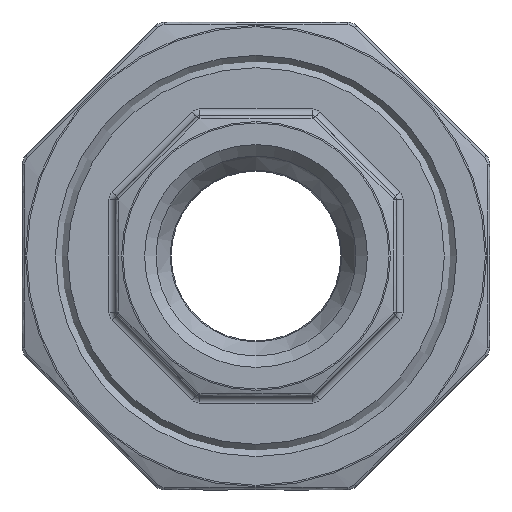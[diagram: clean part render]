
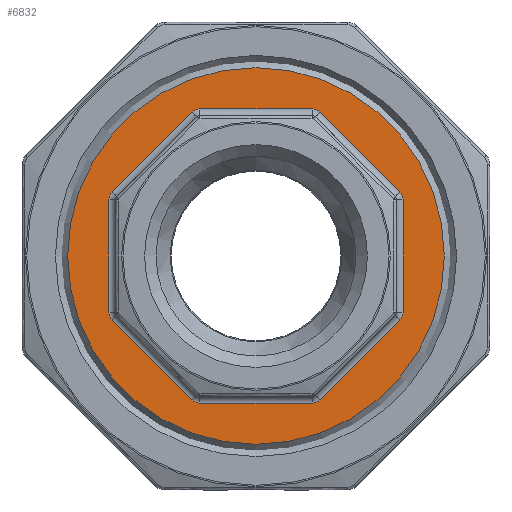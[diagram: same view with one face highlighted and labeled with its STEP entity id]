
A CAD part, left-side view. The second image highlights one B-rep face of the part: STEP entity #6832.
In plain terms, the highlighted planar face has unit normal (-1, 0, 0).
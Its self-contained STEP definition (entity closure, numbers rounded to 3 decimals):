
#139 = CARTESIAN_POINT ( 'NONE',  ( -9., 10.766, 4.791 ) ) ;
#171 = ORIENTED_EDGE ( 'NONE', *, *, #16935, .T. ) ;
#597 = CARTESIAN_POINT ( 'NONE',  ( -9., -11., 4.225 ) ) ;
#689 = CARTESIAN_POINT ( 'NONE',  ( -9., -4.225, 10.2 ) ) ;
#832 = VERTEX_POINT ( 'NONE', #14873 ) ;
#900 = CARTESIAN_POINT ( 'NONE',  ( -9., 10.2, -4.225 ) ) ;
#905 = ORIENTED_EDGE ( 'NONE', *, *, #1101, .T. ) ;
#1101 = EDGE_CURVE ( 'NONE', #11664, #10530, #10883, .T. ) ;
#1268 = VERTEX_POINT ( 'NONE', #6964 ) ;
#1278 = LINE ( 'NONE', #2884, #17474 ) ;
#1325 = CARTESIAN_POINT ( 'NONE',  ( -9., 4.225, 10.2 ) ) ;
#1348 = DIRECTION ( 'NONE',  ( 0., -1., 0. ) ) ;
#1387 = DIRECTION ( 'NONE',  ( 0., -0.707, -0.707 ) ) ;
#1513 = ORIENTED_EDGE ( 'NONE', *, *, #3447, .T. ) ;
#1523 = CARTESIAN_POINT ( 'NONE',  ( -9., -10.2, -4.225 ) ) ;
#1543 = EDGE_CURVE ( 'NONE', #5726, #12201, #17548, .T. ) ;
#1546 = CARTESIAN_POINT ( 'NONE',  ( -9., 4.225, -11. ) ) ;
#1618 = DIRECTION ( 'NONE',  ( 0., 1., 0. ) ) ;
#1770 = EDGE_CURVE ( 'NONE', #9017, #13673, #7842, .T. ) ;
#1966 = LINE ( 'NONE', #17292, #4290 ) ;
#2171 = ORIENTED_EDGE ( 'NONE', *, *, #11124, .T. ) ;
#2291 = FACE_OUTER_BOUND ( 'NONE', #20028, .T. ) ;
#2456 = EDGE_CURVE ( 'NONE', #1268, #9611, #12756, .T. ) ;
#2512 = ORIENTED_EDGE ( 'NONE', *, *, #4206, .T. ) ;
#2687 = ORIENTED_EDGE ( 'NONE', *, *, #5005, .T. ) ;
#2884 = CARTESIAN_POINT ( 'NONE',  ( -9., -0.738, 14.818 ) ) ;
#3016 = AXIS2_PLACEMENT_3D ( 'NONE', #900, #3248, #7027 ) ;
#3066 = CARTESIAN_POINT ( 'NONE',  ( -9., -11., 0. ) ) ;
#3248 = DIRECTION ( 'NONE',  ( 1., 0., 0. ) ) ;
#3278 = AXIS2_PLACEMENT_3D ( 'NONE', #689, #5308, #4291 ) ;
#3363 = EDGE_CURVE ( 'NONE', #7525, #7525, #5912, .T. ) ;
#3447 = EDGE_CURVE ( 'NONE', #6050, #832, #1966, .T. ) ;
#3511 = CARTESIAN_POINT ( 'NONE',  ( -9., 10.2, 4.225 ) ) ;
#3882 = CARTESIAN_POINT ( 'NONE',  ( -9., 4.225, 11. ) ) ;
#3981 = CARTESIAN_POINT ( 'NONE',  ( -9., 11., 0. ) ) ;
#4206 = EDGE_CURVE ( 'NONE', #10530, #10431, #12033, .T. ) ;
#4290 = VECTOR ( 'NONE', #6587, 1000. ) ;
#4291 = DIRECTION ( 'NONE',  ( 0., -1., 0. ) ) ;
#4403 = DIRECTION ( 'NONE',  ( -1., 0., 0. ) ) ;
#4532 = DIRECTION ( 'NONE',  ( 1., 0., 0. ) ) ;
#4901 = VECTOR ( 'NONE', #16030, 1000. ) ;
#4939 = DIRECTION ( 'NONE',  ( 0., -1., 0. ) ) ;
#5005 = EDGE_CURVE ( 'NONE', #13673, #8021, #9114, .T. ) ;
#5308 = DIRECTION ( 'NONE',  ( 1., 0., 0. ) ) ;
#5320 = ORIENTED_EDGE ( 'NONE', *, *, #6047, .T. ) ;
#5623 = VERTEX_POINT ( 'NONE', #19875 ) ;
#5709 = CARTESIAN_POINT ( 'NONE',  ( -9., -4.791, -10.766 ) ) ;
#5726 = VERTEX_POINT ( 'NONE', #3882 ) ;
#5862 = ORIENTED_EDGE ( 'NONE', *, *, #2456, .T. ) ;
#5900 = DIRECTION ( 'NONE',  ( 0., -1., 0. ) ) ;
#5912 = CIRCLE ( 'NONE', #17274, 14.08 ) ;
#5933 = CARTESIAN_POINT ( 'NONE',  ( -9., 14.08, 0. ) ) ;
#6047 = EDGE_CURVE ( 'NONE', #8021, #10094, #13605, .T. ) ;
#6050 = VERTEX_POINT ( 'NONE', #139 ) ;
#6077 = AXIS2_PLACEMENT_3D ( 'NONE', #10556, #16760, #1348 ) ;
#6211 = ORIENTED_EDGE ( 'NONE', *, *, #18927, .T. ) ;
#6519 = VECTOR ( 'NONE', #7712, 1000. ) ;
#6587 = DIRECTION ( 'NONE',  ( 0., -0.707, 0.707 ) ) ;
#6614 = VECTOR ( 'NONE', #17794, 1000. ) ;
#6832 = ADVANCED_FACE ( 'NONE', ( #12884, #2291 ), #8469, .T. ) ;
#6964 = CARTESIAN_POINT ( 'NONE',  ( -9., 10.766, -4.791 ) ) ;
#7027 = DIRECTION ( 'NONE',  ( 0., -1., 0. ) ) ;
#7313 = ORIENTED_EDGE ( 'NONE', *, *, #3363, .F. ) ;
#7389 = EDGE_CURVE ( 'NONE', #10431, #9017, #8187, .T. ) ;
#7525 = VERTEX_POINT ( 'NONE', #18192 ) ;
#7542 = ORIENTED_EDGE ( 'NONE', *, *, #1543, .T. ) ;
#7582 = CARTESIAN_POINT ( 'NONE',  ( -9., 4.791, -10.766 ) ) ;
#7712 = DIRECTION ( 'NONE',  ( 0., 0., -1. ) ) ;
#7842 = CIRCLE ( 'NONE', #13717, 0.8 ) ;
#8021 = VERTEX_POINT ( 'NONE', #1546 ) ;
#8187 = LINE ( 'NONE', #13082, #17163 ) ;
#8302 = EDGE_LOOP ( 'NONE', ( #2171, #19942, #1513, #13365, #7542, #171, #6211, #12694, #905, #2512, #9219, #12935, #2687, #5320, #12517, #5862 ) ) ;
#8469 = PLANE ( 'NONE',  #15884 ) ;
#8472 = CARTESIAN_POINT ( 'NONE',  ( -9., -4.791, 10.766 ) ) ;
#8893 = DIRECTION ( 'NONE',  ( 1., 0., 0. ) ) ;
#9017 = VERTEX_POINT ( 'NONE', #5709 ) ;
#9097 = DIRECTION ( 'NONE',  ( 0., -1., 0. ) ) ;
#9114 = LINE ( 'NONE', #16634, #14028 ) ;
#9132 = CARTESIAN_POINT ( 'NONE',  ( -9., -10.2, 4.225 ) ) ;
#9219 = ORIENTED_EDGE ( 'NONE', *, *, #7389, .T. ) ;
#9611 = VERTEX_POINT ( 'NONE', #17338 ) ;
#9638 = AXIS2_PLACEMENT_3D ( 'NONE', #1325, #4532, #19979 ) ;
#9681 = DIRECTION ( 'NONE',  ( 1., 0., 0. ) ) ;
#10094 = VERTEX_POINT ( 'NONE', #7582 ) ;
#10431 = VERTEX_POINT ( 'NONE', #16260 ) ;
#10488 = CARTESIAN_POINT ( 'NONE',  ( -9., -4.225, -10.2 ) ) ;
#10530 = VERTEX_POINT ( 'NONE', #18768 ) ;
#10556 = CARTESIAN_POINT ( 'NONE',  ( -9., 4.225, -10.2 ) ) ;
#10883 = LINE ( 'NONE', #3066, #6519 ) ;
#10947 = CIRCLE ( 'NONE', #9638, 0.8 ) ;
#11100 = AXIS2_PLACEMENT_3D ( 'NONE', #1523, #8893, #12268 ) ;
#11124 = EDGE_CURVE ( 'NONE', #9611, #13386, #17907, .T. ) ;
#11152 = DIRECTION ( 'NONE',  ( 0., -1., 0. ) ) ;
#11236 = DIRECTION ( 'NONE',  ( 1., 0., 0. ) ) ;
#11561 = EDGE_CURVE ( 'NONE', #13386, #6050, #12753, .T. ) ;
#11594 = CARTESIAN_POINT ( 'NONE',  ( -9., -4.225, -11. ) ) ;
#11664 = VERTEX_POINT ( 'NONE', #597 ) ;
#12018 = EDGE_CURVE ( 'NONE', #10094, #1268, #18317, .T. ) ;
#12033 = CIRCLE ( 'NONE', #11100, 0.8 ) ;
#12049 = CIRCLE ( 'NONE', #3278, 0.8 ) ;
#12201 = VERTEX_POINT ( 'NONE', #19000 ) ;
#12268 = DIRECTION ( 'NONE',  ( 0., -1., 0. ) ) ;
#12517 = ORIENTED_EDGE ( 'NONE', *, *, #12018, .T. ) ;
#12694 = ORIENTED_EDGE ( 'NONE', *, *, #14240, .T. ) ;
#12753 = CIRCLE ( 'NONE', #16295, 0.8 ) ;
#12756 = CIRCLE ( 'NONE', #3016, 0.8 ) ;
#12884 = FACE_BOUND ( 'NONE', #8302, .T. ) ;
#12935 = ORIENTED_EDGE ( 'NONE', *, *, #1770, .T. ) ;
#12990 = CIRCLE ( 'NONE', #19434, 0.8 ) ;
#13041 = VECTOR ( 'NONE', #18514, 1000. ) ;
#13082 = CARTESIAN_POINT ( 'NONE',  ( -9., -0.738, -14.818 ) ) ;
#13365 = ORIENTED_EDGE ( 'NONE', *, *, #17701, .T. ) ;
#13386 = VERTEX_POINT ( 'NONE', #15837 ) ;
#13605 = CIRCLE ( 'NONE', #6077, 0.8 ) ;
#13673 = VERTEX_POINT ( 'NONE', #11594 ) ;
#13717 = AXIS2_PLACEMENT_3D ( 'NONE', #10488, #16688, #5900 ) ;
#14028 = VECTOR ( 'NONE', #1618, 1000. ) ;
#14240 = EDGE_CURVE ( 'NONE', #5623, #11664, #12990, .T. ) ;
#14873 = CARTESIAN_POINT ( 'NONE',  ( -9., 4.791, 10.766 ) ) ;
#14903 = CARTESIAN_POINT ( 'NONE',  ( -9., 14.08, 11. ) ) ;
#15837 = CARTESIAN_POINT ( 'NONE',  ( -9., 11., 4.225 ) ) ;
#15884 = AXIS2_PLACEMENT_3D ( 'NONE', #5933, #4403, #9097 ) ;
#15887 = DIRECTION ( 'NONE',  ( 0., 1., 0. ) ) ;
#16030 = DIRECTION ( 'NONE',  ( 0., -1., 0. ) ) ;
#16260 = CARTESIAN_POINT ( 'NONE',  ( -9., -10.766, -4.791 ) ) ;
#16295 = AXIS2_PLACEMENT_3D ( 'NONE', #3511, #17628, #11152 ) ;
#16634 = CARTESIAN_POINT ( 'NONE',  ( -9., 14.08, -11. ) ) ;
#16688 = DIRECTION ( 'NONE',  ( 1., 0., 0. ) ) ;
#16760 = DIRECTION ( 'NONE',  ( 1., 0., 0. ) ) ;
#16935 = EDGE_CURVE ( 'NONE', #12201, #18724, #12049, .T. ) ;
#17163 = VECTOR ( 'NONE', #19043, 1000. ) ;
#17274 = AXIS2_PLACEMENT_3D ( 'NONE', #19213, #9681, #15887 ) ;
#17292 = CARTESIAN_POINT ( 'NONE',  ( -9., 14.818, 0.738 ) ) ;
#17338 = CARTESIAN_POINT ( 'NONE',  ( -9., 11., -4.225 ) ) ;
#17474 = VECTOR ( 'NONE', #1387, 1000. ) ;
#17548 = LINE ( 'NONE', #14903, #4901 ) ;
#17628 = DIRECTION ( 'NONE',  ( 1., 0., 0. ) ) ;
#17701 = EDGE_CURVE ( 'NONE', #832, #5726, #10947, .T. ) ;
#17794 = DIRECTION ( 'NONE',  ( 0., 0., 1. ) ) ;
#17907 = LINE ( 'NONE', #3981, #6614 ) ;
#18192 = CARTESIAN_POINT ( 'NONE',  ( -9., 14.08, 0. ) ) ;
#18317 = LINE ( 'NONE', #19739, #13041 ) ;
#18514 = DIRECTION ( 'NONE',  ( 0., 0.707, 0.707 ) ) ;
#18724 = VERTEX_POINT ( 'NONE', #8472 ) ;
#18768 = CARTESIAN_POINT ( 'NONE',  ( -9., -11., -4.225 ) ) ;
#18927 = EDGE_CURVE ( 'NONE', #18724, #5623, #1278, .T. ) ;
#19000 = CARTESIAN_POINT ( 'NONE',  ( -9., -4.225, 11. ) ) ;
#19043 = DIRECTION ( 'NONE',  ( 0., 0.707, -0.707 ) ) ;
#19213 = CARTESIAN_POINT ( 'NONE',  ( -9., 0., 0. ) ) ;
#19434 = AXIS2_PLACEMENT_3D ( 'NONE', #9132, #11236, #4939 ) ;
#19739 = CARTESIAN_POINT ( 'NONE',  ( -9., 14.818, -0.738 ) ) ;
#19875 = CARTESIAN_POINT ( 'NONE',  ( -9., -10.766, 4.791 ) ) ;
#19942 = ORIENTED_EDGE ( 'NONE', *, *, #11561, .T. ) ;
#19979 = DIRECTION ( 'NONE',  ( 0., -1., 0. ) ) ;
#20028 = EDGE_LOOP ( 'NONE', ( #7313 ) ) ;
